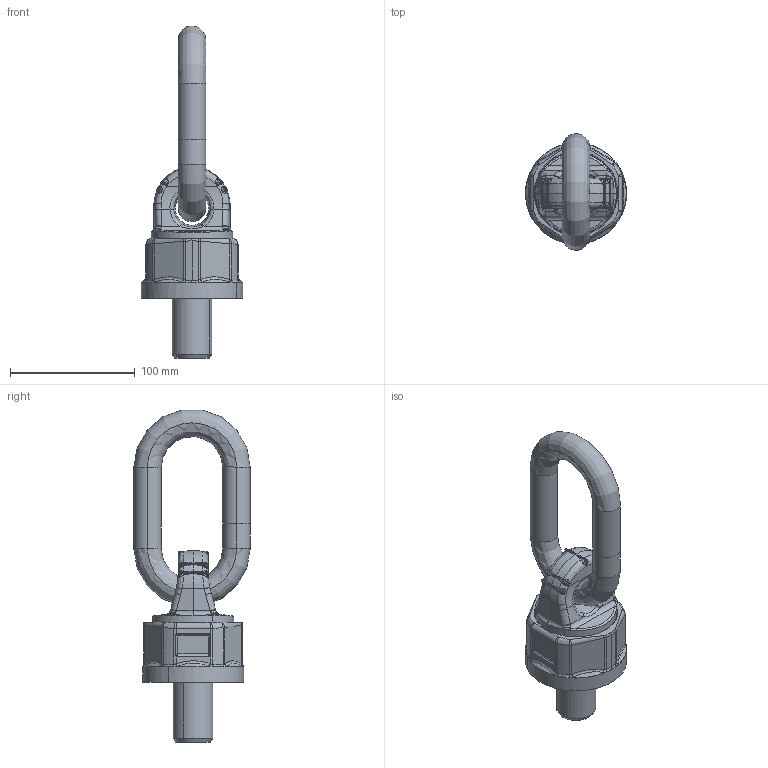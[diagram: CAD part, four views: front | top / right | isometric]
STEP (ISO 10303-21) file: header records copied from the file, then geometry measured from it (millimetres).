
FILE_DESCRIPTION(('CATIA V5 STEP Exchange'),'2;1');
FILE_NAME('8-252-080-02.stp','2017-09-27T07:08:29+00:00',('none'),('none'),'CATIA Version 5 Release 21 GA (IN-10)','CATIA V5 STEP AP203','none');
FILE_SCHEMA(('CONFIG_CONTROL_DESIGN'));
Length unit declared in the file: millimetre
Products named in the file (1): 產品1
Assembly tree (2 placements, depth 2):
  產品1
    #58
    #23917
Bounding box: 81 x 93.26 x 265.9 mm (x, y, z)
Volume: 469482.7 mm3; surface area: 67363.6 mm2
Topology: 3 solids, 3 shells, 501 faces, 1188 edges, 665 vertices
Faces by surface type: bspline 298, cylinder 88, plane 43, cone 24, sphere 20, torus 14, revolution 8, extrusion 6
Entity records: 33500 total; most frequent: CARTESIAN_POINT 25067, ORIENTED_EDGE 2320, EDGE_CURVE 1160, B_SPLINE_CURVE_WITH_KNOTS 906, VERTEX_POINT 665, DIRECTION 606, EDGE_LOOP 505, ADVANCED_FACE 501
